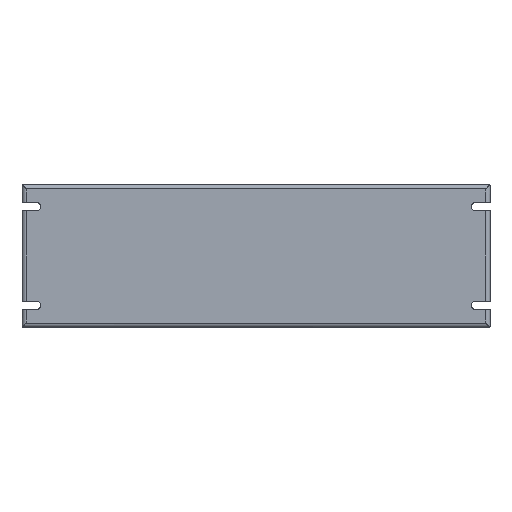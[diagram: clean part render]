
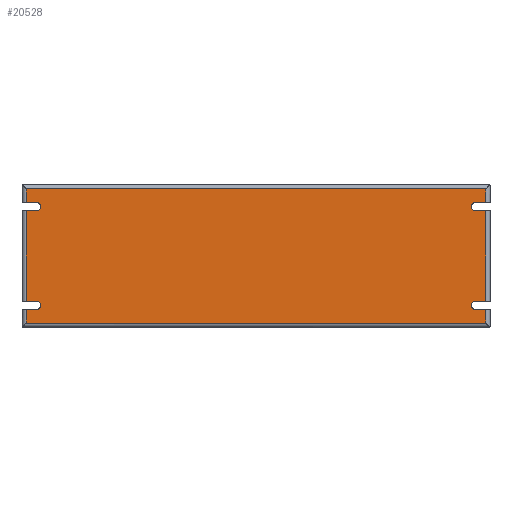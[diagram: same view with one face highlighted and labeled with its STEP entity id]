
A CAD part, front view. The second image highlights one B-rep face of the part: STEP entity #20528.
In plain terms, the highlighted planar face has unit normal (0, -1, 0).
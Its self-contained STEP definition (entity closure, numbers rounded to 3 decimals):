
#755=PLANE('',#22235);
#1981=FACE_OUTER_BOUND('',#3148,.T.);
#3148=EDGE_LOOP('',(#18806,#18807,#18808,#18809,#18810,#18811,#18812,#18813,
#18814,#18815,#18816,#18817,#18818,#18819,#18820,#18821,#18822,#18823,#18824,
#18825));
#3832=CIRCLE('',#22065,1.9);
#3834=CIRCLE('',#22069,1.9);
#3836=CIRCLE('',#22073,1.9);
#3837=CIRCLE('',#22075,1.9);
#5605=LINE('',#36604,#7771);
#5612=LINE('',#36629,#7778);
#5626=LINE('',#36666,#7792);
#5660=LINE('',#36771,#7826);
#5669=LINE('',#36795,#7835);
#5678=LINE('',#36823,#7844);
#5817=LINE('',#37419,#7983);
#5823=LINE('',#37433,#7989);
#5837=LINE('',#37563,#8003);
#5914=LINE('',#37847,#8080);
#5917=LINE('',#37857,#8083);
#5919=LINE('',#37866,#8085);
#5920=LINE('',#37868,#8086);
#6117=LINE('',#38296,#8283);
#6119=LINE('',#38299,#8285);
#6120=LINE('',#38300,#8286);
#7771=VECTOR('',#26062,10.);
#7778=VECTOR('',#26083,10.);
#7792=VECTOR('',#26113,10.);
#7826=VECTOR('',#26205,10.);
#7835=VECTOR('',#26226,10.);
#7844=VECTOR('',#26251,10.);
#7983=VECTOR('',#26692,10.);
#7989=VECTOR('',#26710,10.);
#8003=VECTOR('',#26802,10.);
#8080=VECTOR('',#27051,10.);
#8083=VECTOR('',#27062,10.);
#8085=VECTOR('',#27078,10.);
#8086=VECTOR('',#27081,10.);
#8283=VECTOR('',#27590,10.);
#8285=VECTOR('',#27594,10.);
#8286=VECTOR('',#27595,10.);
#9727=VERTEX_POINT('',#36601);
#9728=VERTEX_POINT('',#36603);
#9738=VERTEX_POINT('',#36626);
#9739=VERTEX_POINT('',#36628);
#9753=VERTEX_POINT('',#36663);
#9754=VERTEX_POINT('',#36665);
#9795=VERTEX_POINT('',#36768);
#9796=VERTEX_POINT('',#36770);
#9804=VERTEX_POINT('',#36792);
#9805=VERTEX_POINT('',#36794);
#9815=VERTEX_POINT('',#36820);
#9816=VERTEX_POINT('',#36822);
#10051=VERTEX_POINT('',#37359);
#10060=VERTEX_POINT('',#37414);
#10067=VERTEX_POINT('',#37494);
#10076=VERTEX_POINT('',#37549);
#10197=VERTEX_POINT('',#37842);
#10198=VERTEX_POINT('',#37846);
#10200=VERTEX_POINT('',#37852);
#10201=VERTEX_POINT('',#37856);
#12391=EDGE_CURVE('',#9728,#9727,#5605,.T.);
#12403=EDGE_CURVE('',#9739,#9738,#5612,.T.);
#12421=EDGE_CURVE('',#9754,#9753,#5626,.T.);
#12472=EDGE_CURVE('',#9796,#9795,#5660,.T.);
#12484=EDGE_CURVE('',#9805,#9804,#5669,.T.);
#12498=EDGE_CURVE('',#9816,#9815,#5678,.T.);
#12772=EDGE_CURVE('',#9754,#10060,#5817,.T.);
#12779=EDGE_CURVE('',#10051,#9815,#5823,.T.);
#12816=EDGE_CURVE('',#10067,#9727,#5837,.T.);
#12957=EDGE_CURVE('',#10197,#9728,#3832,.T.);
#12959=EDGE_CURVE('',#10198,#10197,#5914,.T.);
#12962=EDGE_CURVE('',#10200,#9796,#3834,.T.);
#12964=EDGE_CURVE('',#10201,#10200,#5917,.T.);
#12966=EDGE_CURVE('',#9753,#9739,#3836,.T.);
#12967=EDGE_CURVE('',#9804,#9816,#3837,.T.);
#12969=EDGE_CURVE('',#10198,#9738,#5919,.T.);
#12970=EDGE_CURVE('',#9805,#9795,#5920,.T.);
#13200=EDGE_CURVE('',#10076,#10067,#6117,.T.);
#13202=EDGE_CURVE('',#10201,#10076,#6119,.T.);
#13203=EDGE_CURVE('',#10060,#10051,#6120,.T.);
#18806=ORIENTED_EDGE('',*,*,#12391,.T.);
#18807=ORIENTED_EDGE('',*,*,#12816,.F.);
#18808=ORIENTED_EDGE('',*,*,#13200,.F.);
#18809=ORIENTED_EDGE('',*,*,#13202,.F.);
#18810=ORIENTED_EDGE('',*,*,#12964,.T.);
#18811=ORIENTED_EDGE('',*,*,#12962,.T.);
#18812=ORIENTED_EDGE('',*,*,#12472,.T.);
#18813=ORIENTED_EDGE('',*,*,#12970,.F.);
#18814=ORIENTED_EDGE('',*,*,#12484,.T.);
#18815=ORIENTED_EDGE('',*,*,#12967,.T.);
#18816=ORIENTED_EDGE('',*,*,#12498,.T.);
#18817=ORIENTED_EDGE('',*,*,#12779,.F.);
#18818=ORIENTED_EDGE('',*,*,#13203,.F.);
#18819=ORIENTED_EDGE('',*,*,#12772,.F.);
#18820=ORIENTED_EDGE('',*,*,#12421,.T.);
#18821=ORIENTED_EDGE('',*,*,#12966,.T.);
#18822=ORIENTED_EDGE('',*,*,#12403,.T.);
#18823=ORIENTED_EDGE('',*,*,#12969,.F.);
#18824=ORIENTED_EDGE('',*,*,#12959,.T.);
#18825=ORIENTED_EDGE('',*,*,#12957,.T.);
#20528=ADVANCED_FACE('',(#1981),#755,.F.);
#22065=AXIS2_PLACEMENT_3D('',#37843,#27046,#27047);
#22069=AXIS2_PLACEMENT_3D('',#37853,#27057,#27058);
#22073=AXIS2_PLACEMENT_3D('',#37860,#27067,#27068);
#22075=AXIS2_PLACEMENT_3D('',#37862,#27071,#27072);
#22235=AXIS2_PLACEMENT_3D('',#38298,#27592,#27593);
#26062=DIRECTION('',(-1.,0.,0.));
#26083=DIRECTION('',(-1.,0.,0.));
#26113=DIRECTION('',(1.,0.,0.));
#26205=DIRECTION('',(1.,0.,0.));
#26226=DIRECTION('',(-1.,0.,0.));
#26251=DIRECTION('',(1.,0.,0.));
#26692=DIRECTION('',(0.,0.,1.));
#26710=DIRECTION('',(0.,0.,-1.));
#26802=DIRECTION('',(0.,0.,1.));
#27046=DIRECTION('center_axis',(0.,1.,0.));
#27047=DIRECTION('ref_axis',(0.,0.,1.));
#27051=DIRECTION('',(1.,0.,0.));
#27057=DIRECTION('center_axis',(0.,1.,0.));
#27058=DIRECTION('ref_axis',(0.,0.,-1.));
#27062=DIRECTION('',(-1.,0.,0.));
#27067=DIRECTION('center_axis',(0.,1.,0.));
#27068=DIRECTION('ref_axis',(0.,0.,1.));
#27071=DIRECTION('center_axis',(0.,1.,0.));
#27072=DIRECTION('ref_axis',(0.,0.,-1.));
#27078=DIRECTION('',(0.,0.,1.));
#27081=DIRECTION('',(0.,0.,-1.));
#27590=DIRECTION('',(-1.,0.,0.));
#27592=DIRECTION('center_axis',(0.,1.,0.));
#27593=DIRECTION('ref_axis',(1.,0.,0.));
#27594=DIRECTION('',(0.,0.,-1.));
#27595=DIRECTION('',(1.,0.,0.));
#36601=CARTESIAN_POINT('',(-109.5,0.,-25.4));
#36603=CARTESIAN_POINT('',(-104.4,0.,-25.4));
#36604=CARTESIAN_POINT('',(-52.2,0.,-25.4));
#36626=CARTESIAN_POINT('',(-109.5,0.,21.6));
#36628=CARTESIAN_POINT('',(-104.4,0.,21.6));
#36629=CARTESIAN_POINT('',(-52.2,0.,21.6));
#36663=CARTESIAN_POINT('',(-104.4,0.,25.4));
#36665=CARTESIAN_POINT('',(-109.5,0.,25.4));
#36666=CARTESIAN_POINT('',(-55.75,0.,25.4));
#36768=CARTESIAN_POINT('',(109.5,0.,-21.6));
#36770=CARTESIAN_POINT('',(104.4,0.,-21.6));
#36771=CARTESIAN_POINT('',(52.2,0.,-21.6));
#36792=CARTESIAN_POINT('',(104.4,0.,21.6));
#36794=CARTESIAN_POINT('',(109.5,0.,21.6));
#36795=CARTESIAN_POINT('',(55.75,0.,21.6));
#36820=CARTESIAN_POINT('',(109.5,0.,25.4));
#36822=CARTESIAN_POINT('',(104.4,0.,25.4));
#36823=CARTESIAN_POINT('',(52.2,0.,25.4));
#37359=CARTESIAN_POINT('',(109.5,0.,32.));
#37414=CARTESIAN_POINT('',(-109.5,0.,32.));
#37419=CARTESIAN_POINT('',(-109.5,0.,-17.));
#37433=CARTESIAN_POINT('',(109.5,0.,17.));
#37494=CARTESIAN_POINT('',(-109.5,0.,-32.));
#37549=CARTESIAN_POINT('',(109.5,0.,-32.));
#37563=CARTESIAN_POINT('',(-109.5,0.,-17.));
#37842=CARTESIAN_POINT('',(-104.4,0.,-21.6));
#37843=CARTESIAN_POINT('Origin',(-104.4,0.,-23.5));
#37846=CARTESIAN_POINT('',(-109.5,0.,-21.6));
#37847=CARTESIAN_POINT('',(-55.75,0.,-21.6));
#37852=CARTESIAN_POINT('',(104.4,0.,-25.4));
#37853=CARTESIAN_POINT('Origin',(104.4,0.,-23.5));
#37856=CARTESIAN_POINT('',(109.5,0.,-25.4));
#37857=CARTESIAN_POINT('',(55.75,0.,-25.4));
#37860=CARTESIAN_POINT('Origin',(-104.4,0.,23.5));
#37862=CARTESIAN_POINT('Origin',(104.4,0.,23.5));
#37866=CARTESIAN_POINT('',(-109.5,0.,-17.));
#37868=CARTESIAN_POINT('',(109.5,0.,17.));
#38296=CARTESIAN_POINT('',(55.75,0.,-32.));
#38298=CARTESIAN_POINT('Origin',(0.,0.,0.));
#38299=CARTESIAN_POINT('',(109.5,0.,17.));
#38300=CARTESIAN_POINT('',(-55.75,0.,32.));
